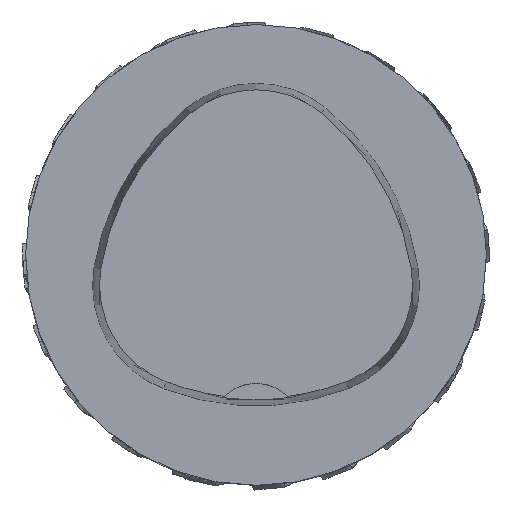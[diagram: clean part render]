
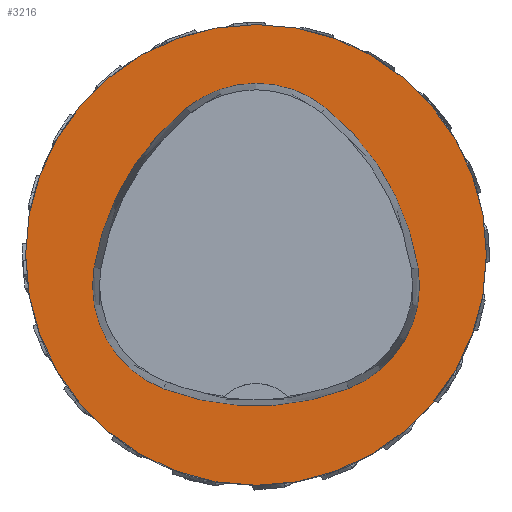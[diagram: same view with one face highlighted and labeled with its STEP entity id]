
A CAD part, top view. The second image highlights one B-rep face of the part: STEP entity #3216.
In plain terms, the highlighted planar face has unit normal (0, 0, 1).
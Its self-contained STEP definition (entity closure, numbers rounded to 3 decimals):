
#542=PLANE('',#16478);
#3216=ADVANCED_FACE('',(#4727,#4728),#542,.T.);
#4727=FACE_BOUND('',#5781,.T.);
#4728=FACE_BOUND('',#5782,.T.);
#5781=EDGE_LOOP('',(#9926,#9927,#9928,#9929,#9930,#9931));
#5782=EDGE_LOOP('',(#9932));
#9926=ORIENTED_EDGE('',*,*,#13469,.T.);
#9927=ORIENTED_EDGE('',*,*,#13449,.T.);
#9928=ORIENTED_EDGE('',*,*,#13453,.T.);
#9929=ORIENTED_EDGE('',*,*,#13456,.T.);
#9930=ORIENTED_EDGE('',*,*,#13459,.T.);
#9931=ORIENTED_EDGE('',*,*,#13467,.T.);
#9932=ORIENTED_EDGE('',*,*,#11413,.F.);
#10030=VERTEX_POINT('',#20724);
#11371=VERTEX_POINT('',#63318);
#11372=VERTEX_POINT('',#63319);
#11375=VERTEX_POINT('',#63327);
#11377=VERTEX_POINT('',#63333);
#11379=VERTEX_POINT('',#63339);
#11386=VERTEX_POINT('',#63360);
#11413=EDGE_CURVE('',#10030,#10030,#13507,.T.);
#13449=EDGE_CURVE('',#11371,#11372,#14375,.T.);
#13453=EDGE_CURVE('',#11372,#11375,#14377,.T.);
#13456=EDGE_CURVE('',#11375,#11377,#14379,.T.);
#13459=EDGE_CURVE('',#11377,#11379,#14381,.T.);
#13467=EDGE_CURVE('',#11379,#11386,#14385,.T.);
#13469=EDGE_CURVE('',#11386,#11371,#14387,.T.);
#13507=CIRCLE('',#14694,25.);
#14375=CIRCLE('',#16456,28.);
#14377=CIRCLE('',#16459,12.);
#14379=CIRCLE('',#16462,28.);
#14381=CIRCLE('',#16465,12.);
#14385=CIRCLE('',#16470,28.);
#14387=CIRCLE('',#16473,12.);
#14694=AXIS2_PLACEMENT_3D('',#20723,#16610,#16611);
#16456=AXIS2_PLACEMENT_3D('',#63317,#20468,#20469);
#16459=AXIS2_PLACEMENT_3D('',#63326,#20476,#20477);
#16462=AXIS2_PLACEMENT_3D('',#63332,#20483,#20484);
#16465=AXIS2_PLACEMENT_3D('',#63338,#20490,#20491);
#16470=AXIS2_PLACEMENT_3D('',#63361,#20502,#20503);
#16473=AXIS2_PLACEMENT_3D('',#63364,#20508,#20509);
#16478=AXIS2_PLACEMENT_3D('',#63369,#20518,#20519);
#16610=DIRECTION('',(0.,0.,-1.));
#16611=DIRECTION('',(-1.,0.,0.));
#20468=DIRECTION('',(0.,0.,-1.));
#20469=DIRECTION('',(-1.,0.,0.));
#20476=DIRECTION('',(0.,0.,-1.));
#20477=DIRECTION('',(-1.,0.,0.));
#20483=DIRECTION('',(0.,0.,-1.));
#20484=DIRECTION('',(-1.,0.,0.));
#20490=DIRECTION('',(0.,0.,-1.));
#20491=DIRECTION('',(-1.,0.,0.));
#20502=DIRECTION('',(0.,0.,-1.));
#20503=DIRECTION('',(-1.,0.,0.));
#20508=DIRECTION('',(0.,0.,-1.));
#20509=DIRECTION('',(-1.,0.,0.));
#20518=DIRECTION('',(0.,0.,1.));
#20519=DIRECTION('',(1.,0.,0.));
#20723=CARTESIAN_POINT('',(0.,0.,0.));
#20724=CARTESIAN_POINT('',(-25.,0.,0.));
#63317=CARTESIAN_POINT('',(10.068,-5.824,0.));
#63318=CARTESIAN_POINT('',(-17.584,-1.424,0.));
#63319=CARTESIAN_POINT('',(-7.531,15.953,0.));
#63326=CARTESIAN_POINT('',(0.011,6.62,0.));
#63327=CARTESIAN_POINT('',(7.567,15.942,0.));
#63332=CARTESIAN_POINT('',(-10.063,-5.81,0.));
#63333=CARTESIAN_POINT('',(17.59,-1.418,0.));
#63338=CARTESIAN_POINT('',(5.739,-3.3,0.));
#63339=CARTESIAN_POINT('',(10.05,-14.499,0.));
#63360=CARTESIAN_POINT('',(-10.025,-14.516,0.));
#63361=CARTESIAN_POINT('',(-0.01,11.631,0.));
#63364=CARTESIAN_POINT('',(-5.733,-3.31,0.));
#63369=CARTESIAN_POINT('',(0.,0.,0.));
